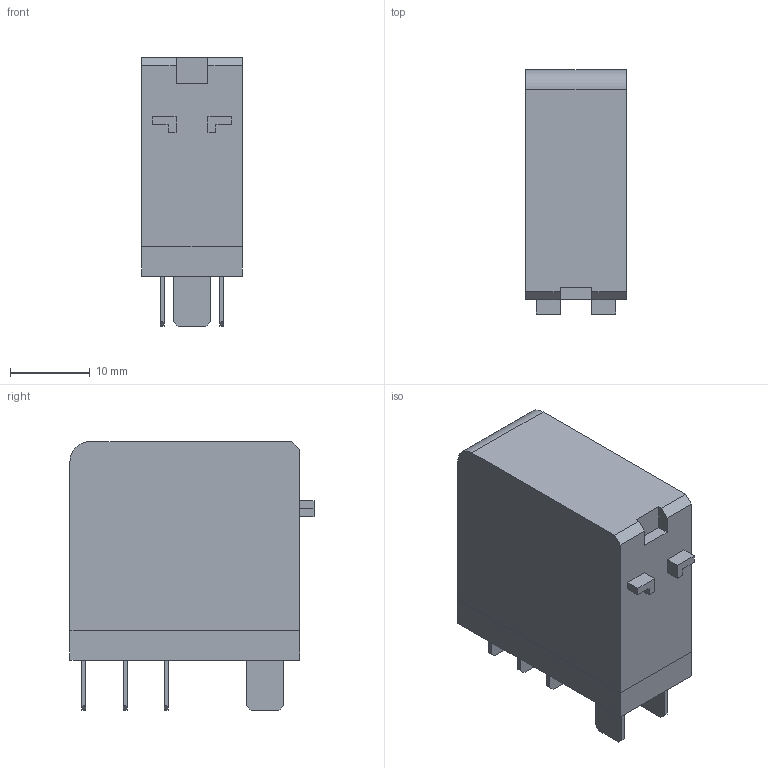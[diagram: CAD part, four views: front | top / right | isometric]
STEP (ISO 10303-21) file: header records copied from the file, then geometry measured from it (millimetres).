
FILE_DESCRIPTION(('CATIA V5R24 STEP','CAx-IF Rec.Pracs.--- Model Styling and Organization---1.2---2011-12-15'),'2;1');
FILE_NAME ('8037405_5', '2017-12-14T12:42:01+00:00', ('Weidmueller Interface'), ('Weidmueller'), 'CATIA Version 5-6 Release 2014 SP4', 'CATIA V5 STEP AP214', 'none');
FILE_SCHEMA(('AUTOMOTIVE_DESIGN { 1 0 10303 214 1 1 1 1 }'));
Length unit declared in the file: millimetre
Products named in the file (1): S3D_DRI_314_XXX
Bounding box: 12.6 x 30.6 x 33.7 mm (x, y, z)
Volume: 9990 mm3; surface area: 4088.3 mm2
Topology: 7 solids, 7 shells, 73 faces, 171 edges, 114 vertices
Faces by surface type: plane 72, cylinder 1
Entity records: 2062 total; most frequent: CARTESIAN_POINT 342, ORIENTED_EDGE 342, DIRECTION 283, EDGE_CURVE 171, VECTOR 169, LINE 169, VERTEX_POINT 114, EDGE_LOOP 75
